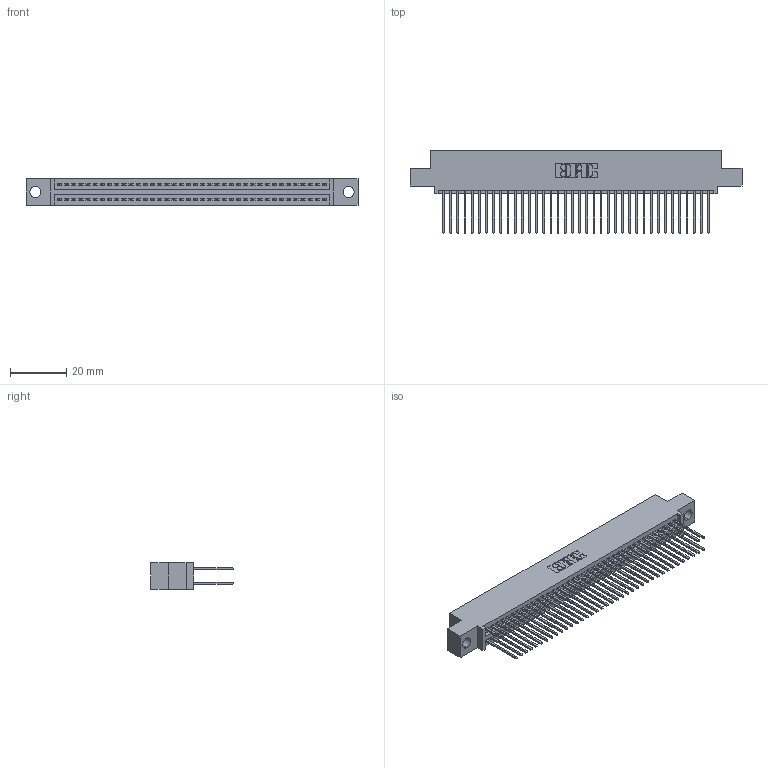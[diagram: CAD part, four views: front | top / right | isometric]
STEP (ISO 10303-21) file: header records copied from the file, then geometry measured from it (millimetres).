
FILE_DESCRIPTION (( 'STEP AP203' ), '1' );
FILE_NAME ('395-076-540-504.STEP', '2021-06-17T06:00:53', ( '' ), ( '' ), 'SwSTEP 2.0', 'SolidWorks 2020', '' );
FILE_SCHEMA (( 'CONFIG_CONTROL_DESIGN' ));
Length unit declared in the file: inch
Products named in the file (3): 345 Part_0.110 Offset - 0.156 Dia-TI; 395-076-540-504; 345-292-001_345-293-140
Assembly tree (77 placements, depth 2):
  395-076-540-504
    345 Part_0.110 Offset - 0.156 Dia-TI
    345-292-001_345-293-140  x76
Bounding box: 117.73 x 29.13 x 9.4 mm (x, y, z)
Volume: 11508 mm3; surface area: 18214.4 mm2
Topology: 77 solids, 77 shells, 3944 faces, 11713 edges, 7706 vertices
Faces by surface type: plane 2606, cylinder 1338
Entity records: 30923 total; most frequent: CARTESIAN_POINT 5194, ORIENTED_EDGE 5126, DIRECTION 4583, EDGE_CURVE 2563, LINE 2279, VECTOR 2279, VERTEX_POINT 1706, AXIS2_PLACEMENT_3D 1152
